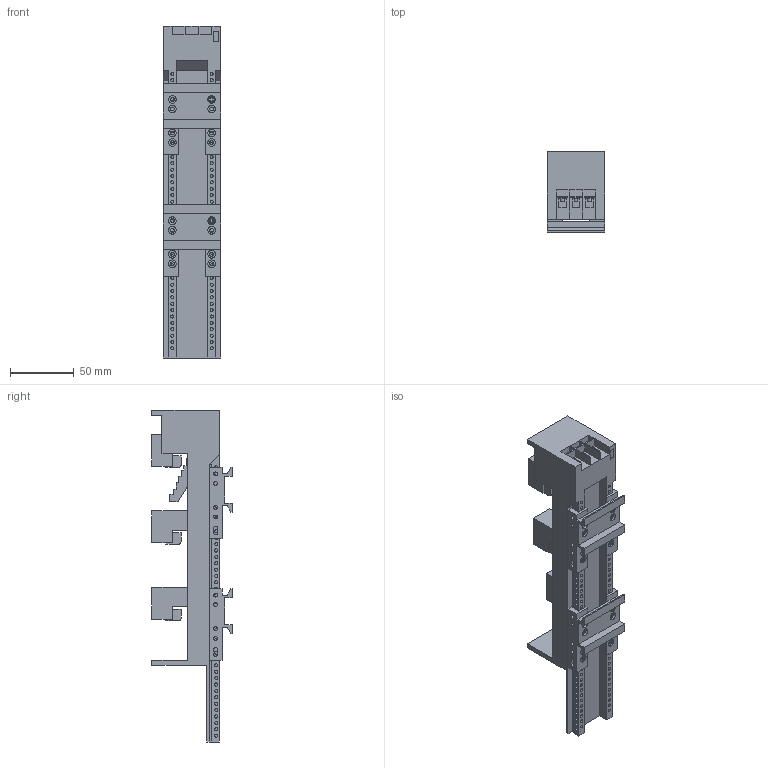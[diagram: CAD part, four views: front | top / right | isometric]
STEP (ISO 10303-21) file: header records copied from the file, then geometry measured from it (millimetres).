
FILE_DESCRIPTION(/* description */ ('STEP AP214'),/* implementation_level */ '2;1');
FILE_NAME(/* name */ '32439',/* time_stamp */ '2023-10-05T13:27:24+02:00',/* author */ ('License CC BY-ND 4.0'),/* organization */ ('CADENAS'),/* preprocessor_version */ 'ST-DEVELOPER v19.3',/* originating_system */ 'PARTsolutions',/* authorisation */ ' ');
FILE_SCHEMA (('AUTOMOTIVE_DESIGN {1 0 10303 214 3 1 1}'));
Length unit declared in the file: millimetre
Products named in the file (5): 32439; PZ1; 80034CrossBoardScrew; 79350ACrossBoardAdapter; Basis45x260K
Assembly tree (8 placements, depth 2):
  32439
    PZ1  x3
    80034CrossBoardScrew  x2
    79350ACrossBoardAdapter  x2
    Basis45x260K
Bounding box: 45 x 63 x 260 mm (x, y, z)
Volume: 259319.2 mm3; surface area: 87362 mm2
Topology: 8 solids, 8 shells, 752 faces, 1584 edges, 1052 vertices
Faces by surface type: plane 489, cylinder 254, torus 5, sphere 4
Full cylindrical faces by diameter (mm): 2.4 x88, 2.5 x88, 3 x38, 5 x2, 5.6 x3, 6 x16
Entity records: 18571 total; most frequent: DIRECTION 2679, CARTESIAN_POINT 2499, ORIENTED_EDGE 2022, AXIS2_PLACEMENT_3D 1067, EDGE_LOOP 1054, FACE_BOUND 1054, EDGE_CURVE 1011, VERTEX_POINT 807
